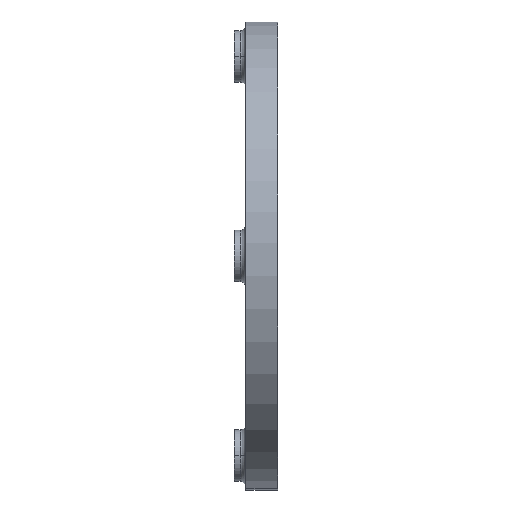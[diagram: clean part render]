
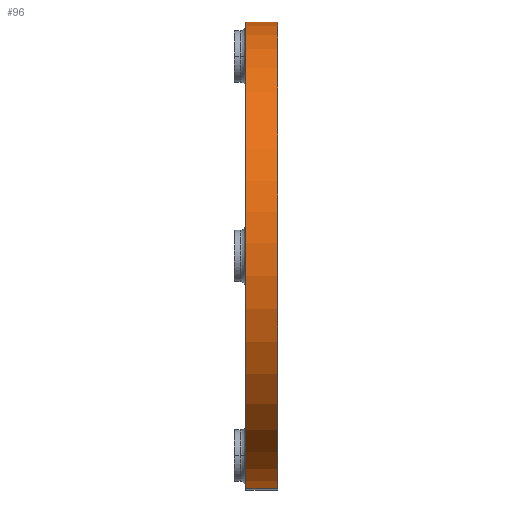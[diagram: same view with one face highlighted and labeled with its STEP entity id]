
A CAD part, front view. The second image highlights one B-rep face of the part: STEP entity #96.
In plain terms, the highlighted cylindrical face has radius 20.531 mm (diameter 41.061 mm), a partial arc.
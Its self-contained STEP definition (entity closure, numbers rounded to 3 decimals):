
#96=ADVANCED_FACE('',(#170),#1188,.T.);
#170=FACE_OUTER_BOUND('',#262,.T.);
#262=EDGE_LOOP('',(#596,#597,#598,#599));
#596=ORIENTED_EDGE('',*,*,#803,.T.);
#597=ORIENTED_EDGE('',*,*,#660,.T.);
#598=ORIENTED_EDGE('',*,*,#804,.F.);
#599=ORIENTED_EDGE('',*,*,#802,.F.);
#660=EDGE_CURVE('',#1022,#1023,#880,.T.);
#802=EDGE_CURVE('',#1108,#1109,#986,.T.);
#803=EDGE_CURVE('',#1108,#1022,#987,.T.);
#804=EDGE_CURVE('',#1109,#1023,#988,.T.);
#880=(
BOUNDED_CURVE()
B_SPLINE_CURVE(1,(#1857,#1858),.UNSPECIFIED.,.F.,.F.)
B_SPLINE_CURVE_WITH_KNOTS((2,2),(0.,2.8),.UNSPECIFIED.)
CURVE()
GEOMETRIC_REPRESENTATION_ITEM()
RATIONAL_B_SPLINE_CURVE((1.,1.))
REPRESENTATION_ITEM('')
);
#986=(
BOUNDED_CURVE()
B_SPLINE_CURVE(1,(#2352,#2353),.UNSPECIFIED.,.F.,.F.)
B_SPLINE_CURVE_WITH_KNOTS((2,2),(0.,2.8),.UNSPECIFIED.)
CURVE()
GEOMETRIC_REPRESENTATION_ITEM()
RATIONAL_B_SPLINE_CURVE((1.,1.))
REPRESENTATION_ITEM('')
);
#987=(
BOUNDED_CURVE()
B_SPLINE_CURVE(2,(#2354,#2355,#2356,#2357,#2358),.UNSPECIFIED.,.F.,.F.)
B_SPLINE_CURVE_WITH_KNOTS((3,2,3),(-61.985,-30.993,
0.),.UNSPECIFIED.)
CURVE()
GEOMETRIC_REPRESENTATION_ITEM()
RATIONAL_B_SPLINE_CURVE((1.,0.707,1.,0.707,1.))
REPRESENTATION_ITEM('')
);
#988=(
BOUNDED_CURVE()
B_SPLINE_CURVE(2,(#2359,#2360,#2361,#2362,#2363),.UNSPECIFIED.,.F.,.F.)
B_SPLINE_CURVE_WITH_KNOTS((3,2,3),(-61.985,-30.993,
0.),.UNSPECIFIED.)
CURVE()
GEOMETRIC_REPRESENTATION_ITEM()
RATIONAL_B_SPLINE_CURVE((1.,0.707,1.,0.707,1.))
REPRESENTATION_ITEM('')
);
#1022=VERTEX_POINT('',#1676);
#1023=VERTEX_POINT('',#1677);
#1108=VERTEX_POINT('',#1762);
#1109=VERTEX_POINT('',#1763);
#1188=CYLINDRICAL_SURFACE('',#1334,20.531);
#1334=AXIS2_PLACEMENT_3D('',#1596,#1395,$);
#1395=DIRECTION('',(-1.,0.,0.));
#1596=CARTESIAN_POINT('',(-13.347,0.,0.));
#1676=CARTESIAN_POINT('',(-11.947,2.152,20.417));
#1677=CARTESIAN_POINT('',(-14.747,2.152,20.417));
#1762=CARTESIAN_POINT('',(-11.947,-2.152,-20.417));
#1763=CARTESIAN_POINT('',(-14.747,-2.152,-20.417));
#1857=CARTESIAN_POINT('',(-11.947,2.152,20.417));
#1858=CARTESIAN_POINT('',(-14.747,2.152,20.417));
#2352=CARTESIAN_POINT('',(-11.947,-2.152,-20.417));
#2353=CARTESIAN_POINT('',(-14.747,-2.152,-20.417));
#2354=CARTESIAN_POINT('',(-11.947,-2.152,-20.417));
#2355=CARTESIAN_POINT('',(-11.947,-22.57,-18.265));
#2356=CARTESIAN_POINT('',(-11.947,-20.417,2.152));
#2357=CARTESIAN_POINT('',(-11.947,-18.265,22.57));
#2358=CARTESIAN_POINT('',(-11.947,2.152,20.417));
#2359=CARTESIAN_POINT('',(-14.747,-2.152,-20.417));
#2360=CARTESIAN_POINT('',(-14.747,-22.57,-18.265));
#2361=CARTESIAN_POINT('',(-14.747,-20.417,2.152));
#2362=CARTESIAN_POINT('',(-14.747,-18.265,22.57));
#2363=CARTESIAN_POINT('',(-14.747,2.152,20.417));
